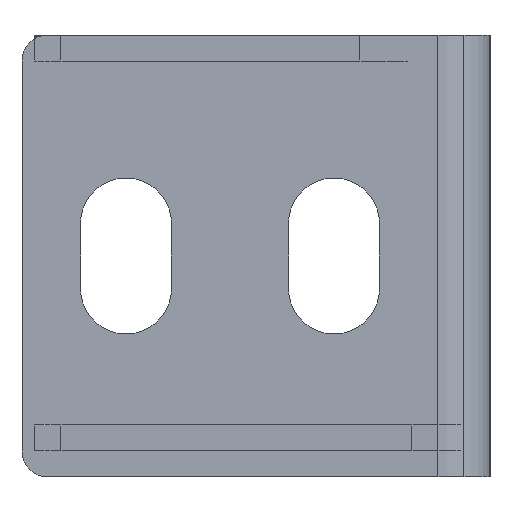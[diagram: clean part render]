
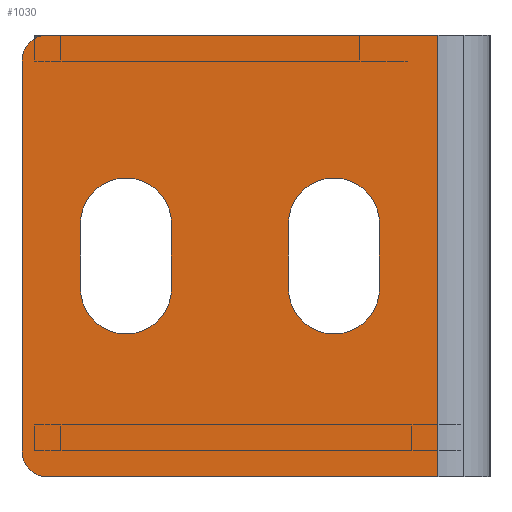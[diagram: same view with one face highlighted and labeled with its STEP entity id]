
A CAD part, left-side view. The second image highlights one B-rep face of the part: STEP entity #1030.
In plain terms, the highlighted planar face has unit normal (-1, 0, 0).
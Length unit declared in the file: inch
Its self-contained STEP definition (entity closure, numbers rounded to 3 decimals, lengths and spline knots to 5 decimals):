
#136 = VERTEX_POINT ( 'NONE', #3453 ) ;
#148 = CARTESIAN_POINT ( 'NONE',  ( -34.0625, 0.375, 0.9375 ) ) ;
#222 = LINE ( 'NONE', #2528, #2385 ) ;
#296 = DIRECTION ( 'NONE',  ( 0., 0., 1. ) ) ;
#315 = AXIS2_PLACEMENT_3D ( 'NONE', #920, #532, #575 ) ;
#331 = VERTEX_POINT ( 'NONE', #4740 ) ;
#339 = VERTEX_POINT ( 'NONE', #594 ) ;
#354 = VERTEX_POINT ( 'NONE', #978 ) ;
#389 = DIRECTION ( 'NONE',  ( 0., 0., 1. ) ) ;
#441 = EDGE_CURVE ( 'NONE', #2509, #1253, #2734, .T. ) ;
#517 = DIRECTION ( 'NONE',  ( -1., 0., 0. ) ) ;
#518 = VERTEX_POINT ( 'NONE', #3368 ) ;
#521 = VERTEX_POINT ( 'NONE', #2655 ) ;
#532 = DIRECTION ( 'NONE',  ( 1., 0., 0. ) ) ;
#555 = DIRECTION ( 'NONE',  ( 0., -1., 0. ) ) ;
#575 = DIRECTION ( 'NONE',  ( 0., 0., 1. ) ) ;
#594 = CARTESIAN_POINT ( 'NONE',  ( -34.0625, 0.375, 1.09375 ) ) ;
#642 = VECTOR ( 'NONE', #972, 39.37008 ) ;
#677 = CARTESIAN_POINT ( 'NONE',  ( -34.0625, 0.8125, 0.78125 ) ) ;
#679 = LINE ( 'NONE', #4345, #642 ) ;
#683 = DIRECTION ( 'NONE',  ( 0., -1., 0. ) ) ;
#728 = DIRECTION ( 'NONE',  ( 0., 0., -1. ) ) ;
#777 = VECTOR ( 'NONE', #3142, 39.37008 ) ;
#803 = CARTESIAN_POINT ( 'NONE',  ( -34.0625, -0.40625, 0.78125 ) ) ;
#814 = EDGE_CURVE ( 'NONE', #521, #331, #222, .T. ) ;
#838 = CARTESIAN_POINT ( 'NONE',  ( -34.0625, 0.96875, 0. ) ) ;
#920 = CARTESIAN_POINT ( 'NONE',  ( -34.0625, -0.40625, 1.09375 ) ) ;
#955 = VECTOR ( 'NONE', #2990, 39.37008 ) ;
#972 = DIRECTION ( 'NONE',  ( 0., 0., 1. ) ) ;
#978 = CARTESIAN_POINT ( 'NONE',  ( -34.0625, 0.8125, 1.09375 ) ) ;
#1030 = ADVANCED_FACE ( 'NONE', ( #1186, #1920, #3873 ), #2675, .T. ) ;
#1055 = AXIS2_PLACEMENT_3D ( 'NONE', #838, #2148, #1760 ) ;
#1069 = EDGE_LOOP ( 'NONE', ( #4168, #1972, #1101, #4532 ) ) ;
#1085 = LINE ( 'NONE', #1496, #3133 ) ;
#1101 = ORIENTED_EDGE ( 'NONE', *, *, #2369, .F. ) ;
#1186 = FACE_BOUND ( 'NONE', #3164, .T. ) ;
#1211 = EDGE_LOOP ( 'NONE', ( #4542, #2979, #4162, #3956, #4010, #1768 ) ) ;
#1221 = CARTESIAN_POINT ( 'NONE',  ( -34.0625, 1.09375, 0. ) ) ;
#1253 = VERTEX_POINT ( 'NONE', #677 ) ;
#1287 = CARTESIAN_POINT ( 'NONE',  ( -34.0625, -0.625, 1.09375 ) ) ;
#1383 = VERTEX_POINT ( 'NONE', #1614 ) ;
#1404 = ORIENTED_EDGE ( 'NONE', *, *, #4635, .F. ) ;
#1496 = CARTESIAN_POINT ( 'NONE',  ( -34.0625, -0.1875, 0.9375 ) ) ;
#1614 = CARTESIAN_POINT ( 'NONE',  ( -34.0625, -0.1875, 0.78125 ) ) ;
#1692 = DIRECTION ( 'NONE',  ( 0., 0., 1. ) ) ;
#1702 = EDGE_CURVE ( 'NONE', #4616, #1838, #3628, .T. ) ;
#1721 = CIRCLE ( 'NONE', #4059, 0.125 ) ;
#1754 = DIRECTION ( 'NONE',  ( 0., 0., 1. ) ) ;
#1760 = DIRECTION ( 'NONE',  ( 0., 0., 1. ) ) ;
#1764 = VERTEX_POINT ( 'NONE', #1287 ) ;
#1768 = ORIENTED_EDGE ( 'NONE', *, *, #814, .F. ) ;
#1790 = CARTESIAN_POINT ( 'NONE',  ( -34.0625, 0.96875, 2. ) ) ;
#1838 = VERTEX_POINT ( 'NONE', #1221 ) ;
#1866 = CARTESIAN_POINT ( 'NONE',  ( -34.0625, 0.375, 0.78125 ) ) ;
#1920 = FACE_BOUND ( 'NONE', #1069, .T. ) ;
#1940 = CARTESIAN_POINT ( 'NONE',  ( -34.0625, -1.15625, 2. ) ) ;
#1972 = ORIENTED_EDGE ( 'NONE', *, *, #4157, .T. ) ;
#2011 = DIRECTION ( 'NONE',  ( 0., 0., 1. ) ) ;
#2027 = EDGE_CURVE ( 'NONE', #354, #339, #3391, .T. ) ;
#2063 = EDGE_CURVE ( 'NONE', #4616, #331, #2869, .T. ) ;
#2120 = CARTESIAN_POINT ( 'NONE',  ( -34.0625, 0.59375, 0.78125 ) ) ;
#2148 = DIRECTION ( 'NONE',  ( 1., 0., 0. ) ) ;
#2282 = CARTESIAN_POINT ( 'NONE',  ( -34.0625, 0.96875, -0.125 ) ) ;
#2343 = AXIS2_PLACEMENT_3D ( 'NONE', #803, #2701, #389 ) ;
#2369 = EDGE_CURVE ( 'NONE', #518, #1764, #679, .T. ) ;
#2385 = VECTOR ( 'NONE', #4666, 39.37008 ) ;
#2412 = CIRCLE ( 'NONE', #315, 0.21875 ) ;
#2414 = VECTOR ( 'NONE', #1692, 39.37008 ) ;
#2456 = AXIS2_PLACEMENT_3D ( 'NONE', #1940, #517, #2011 ) ;
#2479 = CARTESIAN_POINT ( 'NONE',  ( -34.0625, 0.59375, 1.09375 ) ) ;
#2490 = AXIS2_PLACEMENT_3D ( 'NONE', #2120, #3614, #1754 ) ;
#2509 = VERTEX_POINT ( 'NONE', #1866 ) ;
#2514 = EDGE_CURVE ( 'NONE', #3641, #1383, #1085, .T. ) ;
#2520 = EDGE_CURVE ( 'NONE', #354, #1253, #4037, .T. ) ;
#2528 = CARTESIAN_POINT ( 'NONE',  ( -34.0625, -0.90625, 2. ) ) ;
#2539 = VERTEX_POINT ( 'NONE', #1790 ) ;
#2655 = CARTESIAN_POINT ( 'NONE',  ( -34.0625, -0.90625, 2. ) ) ;
#2675 = PLANE ( 'NONE',  #2456 ) ;
#2701 = DIRECTION ( 'NONE',  ( 1., 0., 0. ) ) ;
#2734 = CIRCLE ( 'NONE', #2490, 0.21875 ) ;
#2825 = EDGE_CURVE ( 'NONE', #2539, #521, #2859, .T. ) ;
#2859 = LINE ( 'NONE', #3891, #4126 ) ;
#2869 = LINE ( 'NONE', #4021, #4469 ) ;
#2875 = ORIENTED_EDGE ( 'NONE', *, *, #441, .T. ) ;
#2947 = ORIENTED_EDGE ( 'NONE', *, *, #2027, .T. ) ;
#2979 = ORIENTED_EDGE ( 'NONE', *, *, #4804, .F. ) ;
#2990 = DIRECTION ( 'NONE',  ( 0., 0., -1. ) ) ;
#3079 = AXIS2_PLACEMENT_3D ( 'NONE', #2479, #3951, #296 ) ;
#3133 = VECTOR ( 'NONE', #728, 39.37008 ) ;
#3142 = DIRECTION ( 'NONE',  ( 0., 0., 1. ) ) ;
#3164 = EDGE_LOOP ( 'NONE', ( #2947, #1404, #2875, #3556 ) ) ;
#3355 = CARTESIAN_POINT ( 'NONE',  ( -34.0625, 0.8125, 0.9375 ) ) ;
#3368 = CARTESIAN_POINT ( 'NONE',  ( -34.0625, -0.625, 0.78125 ) ) ;
#3391 = CIRCLE ( 'NONE', #3079, 0.21875 ) ;
#3453 = CARTESIAN_POINT ( 'NONE',  ( -34.0625, 1.09375, 1.875 ) ) ;
#3556 = ORIENTED_EDGE ( 'NONE', *, *, #2520, .F. ) ;
#3614 = DIRECTION ( 'NONE',  ( 1., 0., 0. ) ) ;
#3628 = CIRCLE ( 'NONE', #1055, 0.125 ) ;
#3641 = VERTEX_POINT ( 'NONE', #4454 ) ;
#3676 = DIRECTION ( 'NONE',  ( 0., 0., 1. ) ) ;
#3786 = EDGE_CURVE ( 'NONE', #1838, #136, #4214, .T. ) ;
#3873 = FACE_OUTER_BOUND ( 'NONE', #1211, .T. ) ;
#3891 = CARTESIAN_POINT ( 'NONE',  ( -34.0625, 0., 2. ) ) ;
#3951 = DIRECTION ( 'NONE',  ( 1., 0., 0. ) ) ;
#3956 = ORIENTED_EDGE ( 'NONE', *, *, #1702, .F. ) ;
#4010 = ORIENTED_EDGE ( 'NONE', *, *, #2063, .T. ) ;
#4021 = CARTESIAN_POINT ( 'NONE',  ( -34.0625, 0., -0.125 ) ) ;
#4037 = LINE ( 'NONE', #3355, #955 ) ;
#4059 = AXIS2_PLACEMENT_3D ( 'NONE', #4060, #4777, #3676 ) ;
#4060 = CARTESIAN_POINT ( 'NONE',  ( -34.0625, 0.96875, 1.875 ) ) ;
#4126 = VECTOR ( 'NONE', #555, 39.37008 ) ;
#4157 = EDGE_CURVE ( 'NONE', #3641, #1764, #2412, .T. ) ;
#4162 = ORIENTED_EDGE ( 'NONE', *, *, #3786, .F. ) ;
#4168 = ORIENTED_EDGE ( 'NONE', *, *, #2514, .F. ) ;
#4214 = LINE ( 'NONE', #4615, #777 ) ;
#4345 = CARTESIAN_POINT ( 'NONE',  ( -34.0625, -0.625, 0.9375 ) ) ;
#4353 = CIRCLE ( 'NONE', #2343, 0.21875 ) ;
#4454 = CARTESIAN_POINT ( 'NONE',  ( -34.0625, -0.1875, 1.09375 ) ) ;
#4469 = VECTOR ( 'NONE', #683, 39.37008 ) ;
#4532 = ORIENTED_EDGE ( 'NONE', *, *, #4540, .T. ) ;
#4540 = EDGE_CURVE ( 'NONE', #518, #1383, #4353, .T. ) ;
#4542 = ORIENTED_EDGE ( 'NONE', *, *, #2825, .F. ) ;
#4543 = LINE ( 'NONE', #148, #2414 ) ;
#4615 = CARTESIAN_POINT ( 'NONE',  ( -34.0625, 1.09375, 0.9375 ) ) ;
#4616 = VERTEX_POINT ( 'NONE', #2282 ) ;
#4635 = EDGE_CURVE ( 'NONE', #2509, #339, #4543, .T. ) ;
#4666 = DIRECTION ( 'NONE',  ( 0., 0., -1. ) ) ;
#4740 = CARTESIAN_POINT ( 'NONE',  ( -34.0625, -0.90625, -0.125 ) ) ;
#4777 = DIRECTION ( 'NONE',  ( 1., 0., 0. ) ) ;
#4804 = EDGE_CURVE ( 'NONE', #136, #2539, #1721, .T. ) ;
